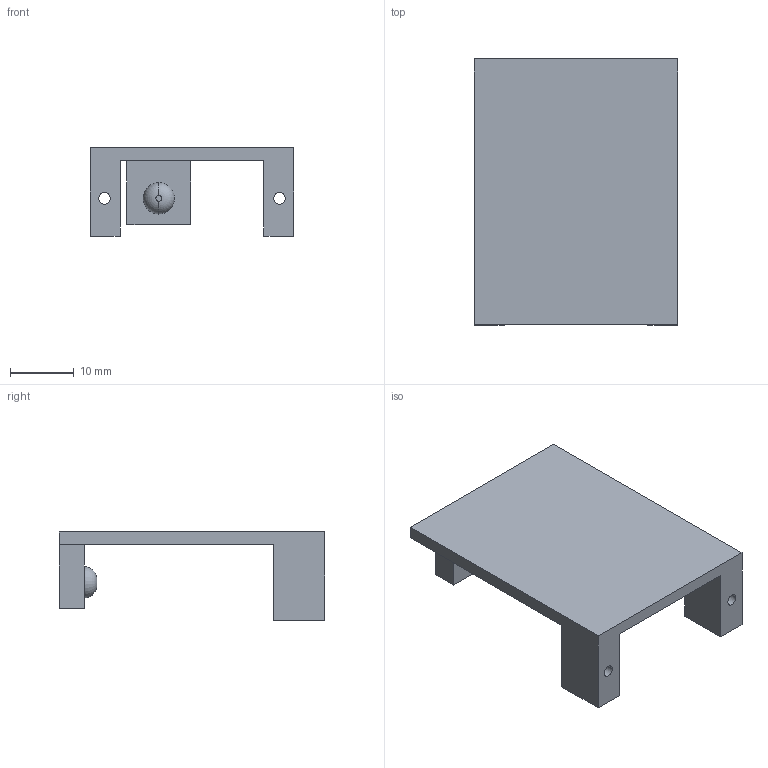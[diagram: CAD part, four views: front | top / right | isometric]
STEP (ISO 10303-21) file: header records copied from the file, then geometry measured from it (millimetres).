
FILE_DESCRIPTION (( 'STEP AP203' ), '1' );
FILE_NAME ('bottom part.STEP', '2025-12-30T10:57:41', ( '' ), ( '' ), 'SwSTEP 2.0', 'SolidWorks 2025', '' );
FILE_SCHEMA (( 'CONFIG_CONTROL_DESIGN' ));
Length unit declared in the file: millimetre
Products named in the file (1): bottom part
Bounding box: 31.9 x 41.67 x 13.8 mm (x, y, z)
Volume: 3923.9 mm3; surface area: 3926.7 mm2
Topology: 1 solids, 1 shells, 23 faces, 60 edges, 40 vertices
Faces by surface type: plane 17, cylinder 4, torus 2
Entity records: 793 total; most frequent: CARTESIAN_POINT 124, DIRECTION 122, ORIENTED_EDGE 120, EDGE_CURVE 60, VECTOR 46, LINE 46, VERTEX_POINT 40, AXIS2_PLACEMENT_3D 38
